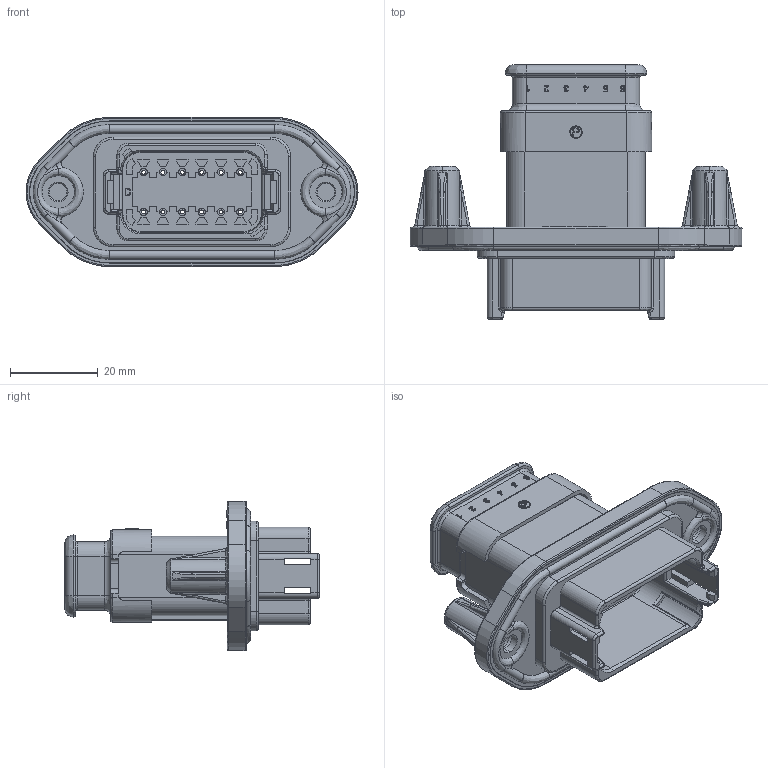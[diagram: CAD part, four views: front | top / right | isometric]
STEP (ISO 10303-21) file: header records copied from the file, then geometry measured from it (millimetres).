
FILE_DESCRIPTION (( 'STEP AP214' ), '1' );
FILE_NAME ('AT04-12PD-PM16-Customer-Model.STEP', '2018-03-28T18:49:31', ( '' ), ( '' ), 'SwSTEP 2.0', 'SolidWorks 2017', '' );
FILE_SCHEMA (( 'AUTOMOTIVE_DESIGN' ));
Length unit declared in the file: inch
Products named in the file (1): AT04-12PD-PM16-Customer-Model
Bounding box: 75.68 x 58.1 x 34 mm (x, y, z)
Volume: 29348.1 mm3; surface area: 21319.4 mm2
Topology: 1 solids, 15 shells, 2609 faces, 6969 edges, 4481 vertices
Faces by surface type: plane 1305, bspline 785, cylinder 481, cone 38
Entity records: 99167 total; most frequent: CARTESIAN_POINT 39707, ORIENTED_EDGE 13842, DIRECTION 9923, EDGE_CURVE 6921, VERTEX_POINT 4481, VECTOR 3993, LINE 3993, AXIS2_PLACEMENT_3D 2965
